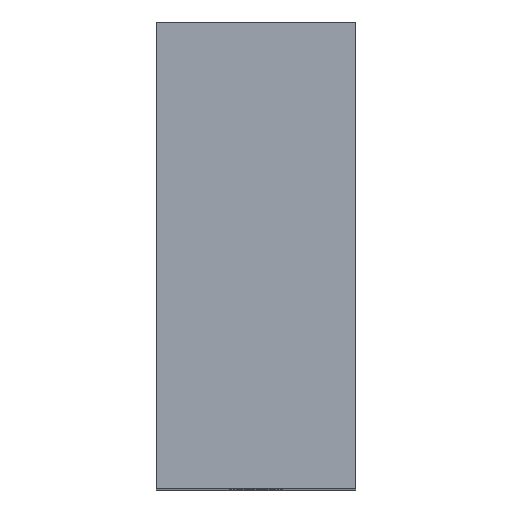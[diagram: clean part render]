
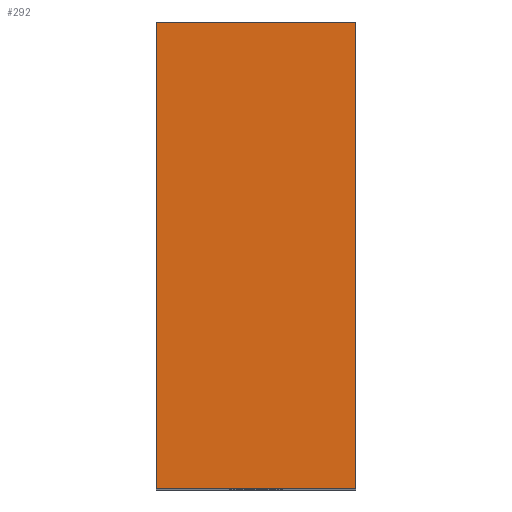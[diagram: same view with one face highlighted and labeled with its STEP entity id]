
A CAD part, top view. The second image highlights one B-rep face of the part: STEP entity #292.
In plain terms, the highlighted planar face has unit normal (0, 0, 1).
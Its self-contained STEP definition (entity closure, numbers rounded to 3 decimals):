
#57=FACE_OUTER_BOUND('',#81,.T.);
#81=EDGE_LOOP('',(#262,#263,#264,#265));
#93=LINE('',#450,#119);
#102=LINE('',#482,#128);
#104=LINE('',#485,#130);
#106=LINE('',#490,#132);
#119=VECTOR('',#362,10.);
#128=VECTOR('',#397,10.);
#130=VECTOR('',#401,10.);
#132=VECTOR('',#407,10.);
#144=VERTEX_POINT('',#447);
#145=VERTEX_POINT('',#449);
#154=VERTEX_POINT('',#479);
#155=VERTEX_POINT('',#481);
#171=EDGE_CURVE('',#144,#145,#93,.T.);
#186=EDGE_CURVE('',#154,#155,#102,.T.);
#188=EDGE_CURVE('',#144,#155,#104,.T.);
#191=EDGE_CURVE('',#154,#145,#106,.T.);
#262=ORIENTED_EDGE('',*,*,#191,.T.);
#263=ORIENTED_EDGE('',*,*,#171,.F.);
#264=ORIENTED_EDGE('',*,*,#188,.T.);
#265=ORIENTED_EDGE('',*,*,#186,.F.);
#276=PLANE('',#333);
#292=ADVANCED_FACE('',(#57),#276,.T.);
#333=AXIS2_PLACEMENT_3D('',#496,#415,#416);
#362=DIRECTION('',(0.,-1.,0.));
#397=DIRECTION('',(0.,1.,0.));
#401=DIRECTION('',(-1.,0.,0.));
#407=DIRECTION('',(1.,0.,0.));
#415=DIRECTION('center_axis',(0.,0.,
1.));
#416=DIRECTION('ref_axis',(1.,0.,0.));
#447=CARTESIAN_POINT('',(-419.,508.,-458.));
#449=CARTESIAN_POINT('',(-419.,480.,-458.));
#450=CARTESIAN_POINT('',(-419.,480.,-458.));
#479=CARTESIAN_POINT('',(-431.,480.,-458.));
#481=CARTESIAN_POINT('',(-431.,508.,-458.));
#482=CARTESIAN_POINT('',(-431.,480.,-458.));
#485=CARTESIAN_POINT('',(-430.,508.,-458.));
#490=CARTESIAN_POINT('',(-422.,480.,-458.));
#496=CARTESIAN_POINT('Origin',(-425.,470.,-458.));
